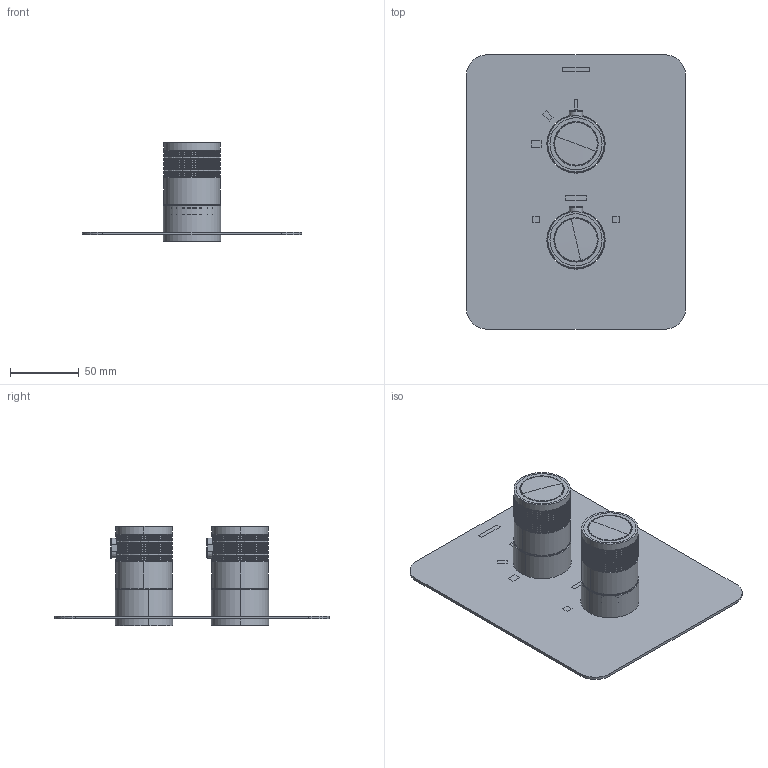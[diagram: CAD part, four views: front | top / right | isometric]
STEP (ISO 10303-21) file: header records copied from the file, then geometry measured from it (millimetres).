
FILE_DESCRIPTION (( 'STEP AP203' ), '1' );
FILE_NAME ('842421SIX.STEP', '2025-02-05T11:33:13', ( '' ), ( '' ), 'SwSTEP 2.0', 'SolidWorks 2021', '' );
FILE_SCHEMA (( 'CONFIG_CONTROL_DESIGN' ));
Length unit declared in the file: millimetre
Products named in the file (1): 842421SIX
Bounding box: 160 x 200 x 72.51 mm (x, y, z)
Volume: 93827.3 mm3; surface area: 116336 mm2
Topology: 13 solids, 13 shells, 6602 faces, 15978 edges, 10622 vertices
Faces by surface type: plane 2574, cone 2548, cylinder 1430, torus 42, sphere 8
Entity records: 199923 total; most frequent: CARTESIAN_POINT 49381, ORIENTED_EDGE 31956, DIRECTION 29532, EDGE_CURVE 15978, AXIS2_PLACEMENT_3D 12089, VERTEX_POINT 10622, EDGE_LOOP 7878, FACE_OUTER_BOUND 6602
